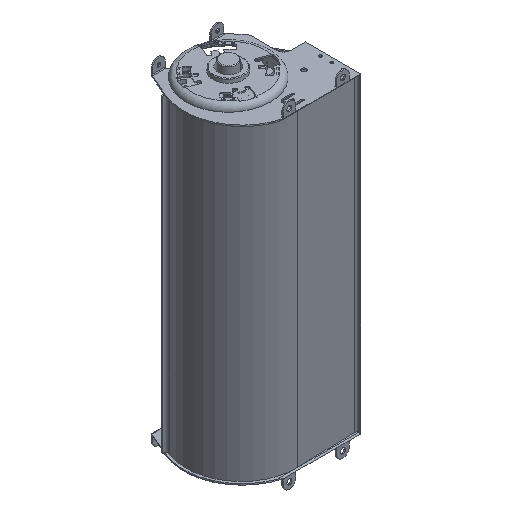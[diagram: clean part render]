
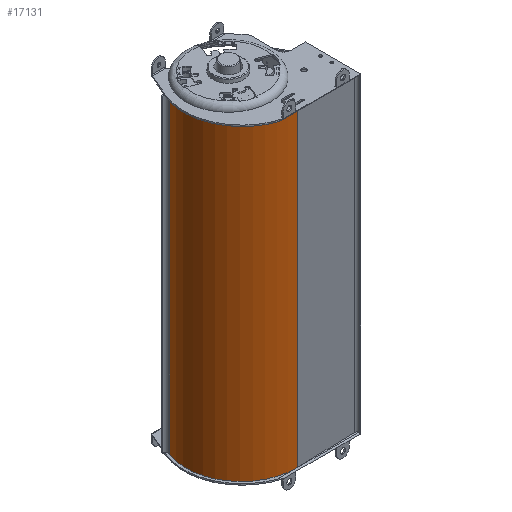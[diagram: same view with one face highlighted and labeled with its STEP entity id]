
A CAD part, isometric view. The second image highlights one B-rep face of the part: STEP entity #17131.
In plain terms, the highlighted cylindrical face has radius 42.996 mm (diameter 85.993 mm), a partial arc.
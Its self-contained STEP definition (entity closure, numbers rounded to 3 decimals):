
#924=FACE_OUTER_BOUND('',#1863,.T.);
#1863=EDGE_LOOP('',(#11795,#11796,#11797,#11798));
#2859=LINE('',#26418,#4500);
#2928=LINE('',#26649,#4569);
#4500=VECTOR('',#20527,1000.);
#4569=VECTOR('',#20686,1000.);
#6269=CIRCLE('',#18427,42.997);
#6270=CIRCLE('',#18428,42.997);
#7250=VERTEX_POINT('',#26415);
#7251=VERTEX_POINT('',#26417);
#7335=VERTEX_POINT('',#26646);
#7336=VERTEX_POINT('',#26648);
#8952=EDGE_CURVE('',#7250,#7251,#2859,.T.);
#9052=EDGE_CURVE('',#7336,#7335,#2928,.T.);
#9054=EDGE_CURVE('',#7251,#7335,#6269,.T.);
#9055=EDGE_CURVE('',#7250,#7336,#6270,.T.);
#11795=ORIENTED_EDGE('',*,*,#9052,.T.);
#11796=ORIENTED_EDGE('',*,*,#9054,.F.);
#11797=ORIENTED_EDGE('',*,*,#8952,.F.);
#11798=ORIENTED_EDGE('',*,*,#9055,.T.);
#16745=CYLINDRICAL_SURFACE('',#18426,42.997);
#17131=ADVANCED_FACE('',(#924),#16745,.T.);
#18426=AXIS2_PLACEMENT_3D('',#26651,#20688,#20689);
#18427=AXIS2_PLACEMENT_3D('',#26652,#20690,#20691);
#18428=AXIS2_PLACEMENT_3D('',#26653,#20692,#20693);
#20527=DIRECTION('',(0.,0.,1.));
#20686=DIRECTION('',(0.,0.,1.));
#20688=DIRECTION('center_axis',(0.,0.,1.));
#20689=DIRECTION('ref_axis',(-0.822,-0.57,0.));
#20690=DIRECTION('center_axis',(0.,0.,1.));
#20691=DIRECTION('ref_axis',(1.,0.,0.));
#20692=DIRECTION('center_axis',(0.,0.,1.));
#20693=DIRECTION('ref_axis',(1.,0.,0.));
#26415=CARTESIAN_POINT('',(-35.129,10.883,-121.5));
#26417=CARTESIAN_POINT('',(-35.129,10.883,121.5));
#26418=CARTESIAN_POINT('',(-35.129,10.883,-121.5));
#26646=CARTESIAN_POINT('',(6.,-48.457,121.5));
#26648=CARTESIAN_POINT('',(6.,-48.457,-121.5));
#26649=CARTESIAN_POINT('',(6.,-48.457,-121.5));
#26651=CARTESIAN_POINT('Origin',(4.631,-5.482,-121.5));
#26652=CARTESIAN_POINT('Origin',(4.631,-5.482,121.5));
#26653=CARTESIAN_POINT('Origin',(4.631,-5.482,-121.5));
